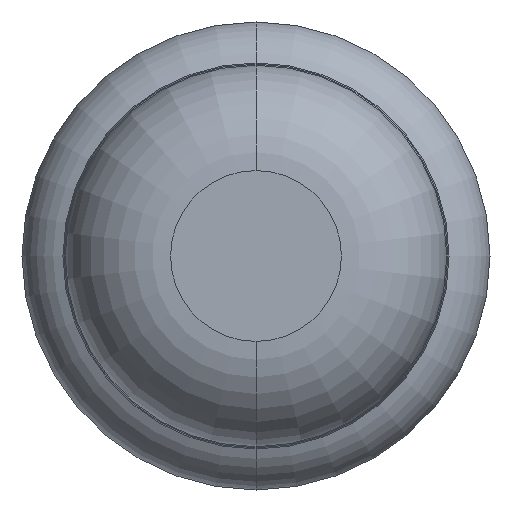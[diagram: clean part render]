
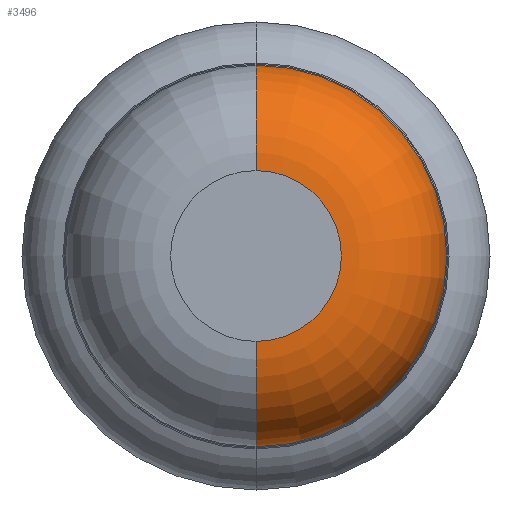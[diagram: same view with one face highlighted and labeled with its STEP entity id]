
A CAD part, front view. The second image highlights one B-rep face of the part: STEP entity #3496.
In plain terms, the highlighted toroidal (fillet/blend) face has major radius 0.365 mm and minor radius 0.45 mm.
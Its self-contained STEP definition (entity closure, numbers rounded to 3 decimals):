
#302 = CARTESIAN_POINT ( 'NONE',  ( 0., -34.45, -0.365 ) ) ;
#317 = CIRCLE ( 'NONE', #983, 0.815 ) ;
#387 = ORIENTED_EDGE ( 'NONE', *, *, #4367, .F. ) ;
#449 = DIRECTION ( 'NONE',  ( 0., 0., 1. ) ) ;
#677 = EDGE_CURVE ( 'NONE', #1651, #3943, #1511, .T. ) ;
#798 = DIRECTION ( 'NONE',  ( 0., 1., 0. ) ) ;
#983 = AXIS2_PLACEMENT_3D ( 'NONE', #2216, #798, #449 ) ;
#995 = DIRECTION ( 'NONE',  ( 1., 0., 0. ) ) ;
#1149 = DIRECTION ( 'NONE',  ( 0., 0., 1. ) ) ;
#1397 = FACE_OUTER_BOUND ( 'NONE', #3938, .T. ) ;
#1511 = CIRCLE ( 'NONE', #2271, 0.45 ) ;
#1598 = CARTESIAN_POINT ( 'NONE',  ( 0., -34.45, -0.815 ) ) ;
#1651 = VERTEX_POINT ( 'NONE', #2458 ) ;
#2080 = CIRCLE ( 'NONE', #3562, 0.45 ) ;
#2164 = DIRECTION ( 'NONE',  ( 0., 1., 0. ) ) ;
#2216 = CARTESIAN_POINT ( 'NONE',  ( 0., -34.45, 0. ) ) ;
#2271 = AXIS2_PLACEMENT_3D ( 'NONE', #3870, #2880, #2525 ) ;
#2394 = DIRECTION ( 'NONE',  ( 0., 0., -1. ) ) ;
#2431 = AXIS2_PLACEMENT_3D ( 'NONE', #2705, #3035, #3376 ) ;
#2458 = CARTESIAN_POINT ( 'NONE',  ( 0., -34.9, 0.365 ) ) ;
#2525 = DIRECTION ( 'NONE',  ( 0., 0., 1. ) ) ;
#2578 = ORIENTED_EDGE ( 'NONE', *, *, #677, .F. ) ;
#2705 = CARTESIAN_POINT ( 'NONE',  ( 0., -34.45, 0. ) ) ;
#2880 = DIRECTION ( 'NONE',  ( -1., 0., 0. ) ) ;
#3035 = DIRECTION ( 'NONE',  ( 0., 1., 0. ) ) ;
#3137 = CARTESIAN_POINT ( 'NONE',  ( 0., -34.9, 0. ) ) ;
#3140 = VERTEX_POINT ( 'NONE', #1598 ) ;
#3376 = DIRECTION ( 'NONE',  ( 0., 0., 1. ) ) ;
#3378 = CARTESIAN_POINT ( 'NONE',  ( 0., -34.45, 0.815 ) ) ;
#3379 = ORIENTED_EDGE ( 'NONE', *, *, #3600, .T. ) ;
#3380 = EDGE_CURVE ( 'NONE', #3741, #3140, #2080, .T. ) ;
#3496 = ADVANCED_FACE ( 'Defeature ausgef�hrt1_3', ( #1397 ), #4293, .T. ) ;
#3562 = AXIS2_PLACEMENT_3D ( 'NONE', #302, #995, #2394 ) ;
#3600 = EDGE_CURVE ( 'Defeature ausgef�hrt1_3+Defeature ausgef�hrt1_2+Defeature ausgef�hrt1_2+Defeature ausgef�hrt1_2', #1651, #3741, #3968, .T. ) ;
#3741 = VERTEX_POINT ( 'NONE', #3820 ) ;
#3820 = CARTESIAN_POINT ( 'NONE',  ( 0., -34.9, -0.365 ) ) ;
#3870 = CARTESIAN_POINT ( 'NONE',  ( 0., -34.45, 0.365 ) ) ;
#3926 = AXIS2_PLACEMENT_3D ( 'NONE', #3137, #2164, #1149 ) ;
#3938 = EDGE_LOOP ( 'NONE', ( #3379, #4403, #387, #2578 ) ) ;
#3943 = VERTEX_POINT ( 'NONE', #3378 ) ;
#3968 = CIRCLE ( 'NONE', #3926, 0.365 ) ;
#4293 = TOROIDAL_SURFACE ( 'NONE', #2431, 0.365, 0.45 ) ;
#4367 = EDGE_CURVE ( 'Defeature ausgef�hrt1_4+Defeature ausgef�hrt1_3+Defeature ausgef�hrt1_3+Defeature ausgef�hrt1_3', #3943, #3140, #317, .T. ) ;
#4403 = ORIENTED_EDGE ( 'NONE', *, *, #3380, .T. ) ;
